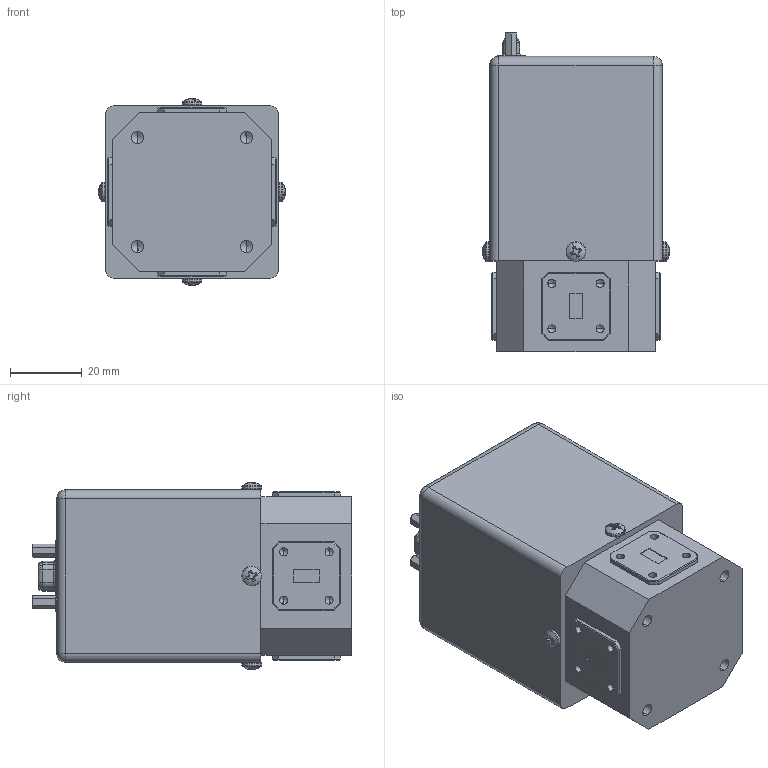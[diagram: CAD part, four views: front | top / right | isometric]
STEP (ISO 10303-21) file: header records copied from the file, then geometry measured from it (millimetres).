
FILE_DESCRIPTION (( 'STEP AP214' ), '1' );
FILE_NAME ('WJ-LA, DF.STEP', '2025-10-23T21:03:13', ( '' ), ( '' ), 'SwSTEP 2.0', 'SolidWorks 2021', '' );
FILE_SCHEMA (( 'AUTOMOTIVE_DESIGN' ));
Length unit declared in the file: inch
Products named in the file (1): WJ-LA, DF
Bounding box: 52.18 x 89.37 x 52.18 mm (x, y, z)
Volume: 181220.4 mm3; surface area: 21521.4 mm2
Topology: 1 solids, 5 shells, 649 faces, 1670 edges, 1031 vertices
Faces by surface type: plane 250, cylinder 229, cone 98, torus 30, bspline 30, sphere 12
Entity records: 22620 total; most frequent: CARTESIAN_POINT 7399, ORIENTED_EDGE 3216, DIRECTION 3154, EDGE_CURVE 1608, AXIS2_PLACEMENT_3D 1184, VERTEX_POINT 1031, LINE 786, VECTOR 786
